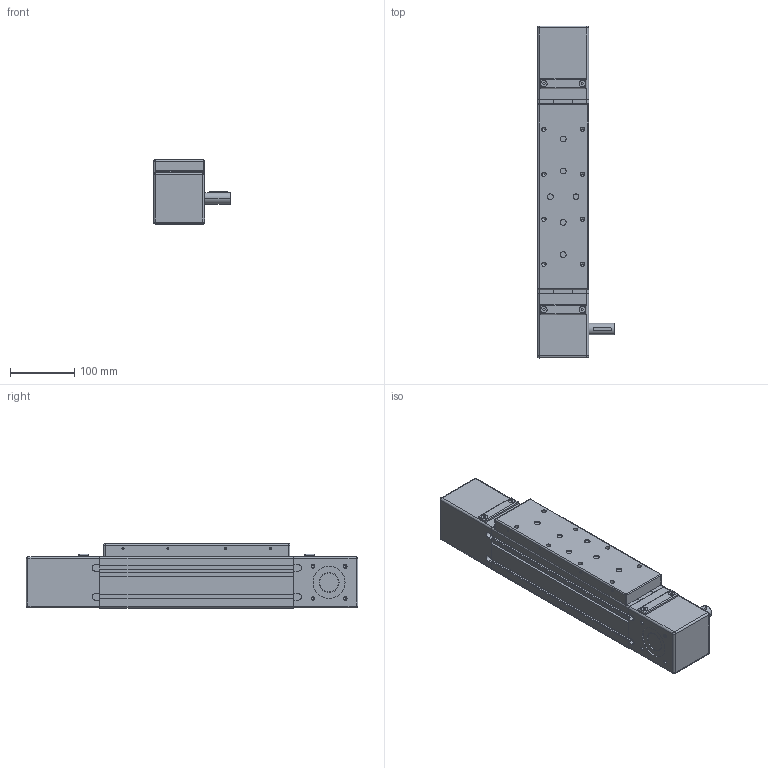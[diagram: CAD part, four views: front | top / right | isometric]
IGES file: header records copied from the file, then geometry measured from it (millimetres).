
Global section: file name: No Iges File Name specified; native system: Autodesk Inventor 2011; preprocessor: AutoDesk Inventor Iges Exporter R2011; author: Matej; date: 20110523.110913; units: millimetre
Bounding box: 120.01 x 517 x 100 mm (x, y, z)
Volume: 3543707 mm3; surface area: 353975.5 mm2
Topology: 4 solids, 13 shells, 575 faces, 1436 edges, 871 vertices
Faces by surface type: plane 195, bspline 144, revolution 114, cylinder 96, cone 14, sphere 12
